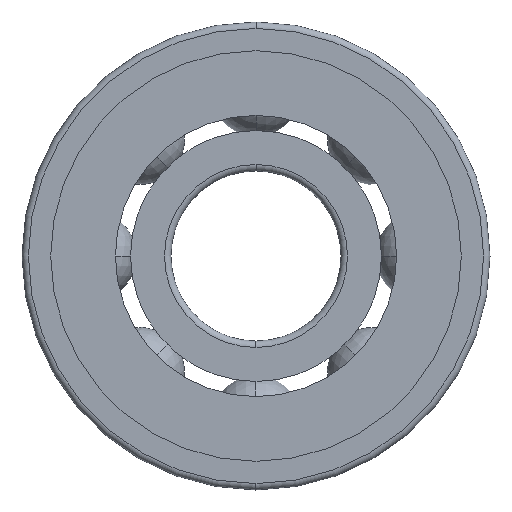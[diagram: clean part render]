
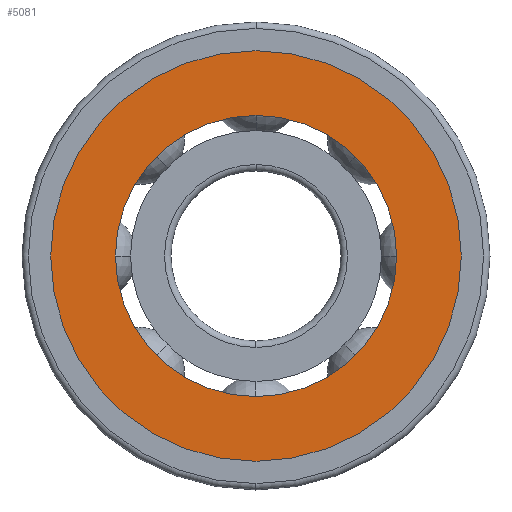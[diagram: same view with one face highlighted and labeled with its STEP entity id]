
A CAD part, left-side view. The second image highlights one B-rep face of the part: STEP entity #5081.
In plain terms, the highlighted planar face has unit normal (-1, 0, 0).
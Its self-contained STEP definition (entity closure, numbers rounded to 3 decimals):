
#348 = CIRCLE ( 'NONE', #5882, 9.65 ) ;
#401 = EDGE_CURVE ( 'NONE', #6970, #5855, #734, .T. ) ;
#491 = DIRECTION ( 'NONE',  ( 1., 0., 0. ) ) ;
#734 = CIRCLE ( 'NONE', #3862, 6.61 ) ;
#908 = VERTEX_POINT ( 'NONE', #938 ) ;
#938 = CARTESIAN_POINT ( 'NONE',  ( -2.94, 0., 9.65 ) ) ;
#971 = CARTESIAN_POINT ( 'NONE',  ( -2.94, 10.15, 0. ) ) ;
#1524 = DIRECTION ( 'NONE',  ( 0., 0., -1. ) ) ;
#1877 = DIRECTION ( 'NONE',  ( 1., 0., 0. ) ) ;
#2595 = ORIENTED_EDGE ( 'NONE', *, *, #5142, .F. ) ;
#2790 = FACE_BOUND ( 'NONE', #6725, .T. ) ;
#2848 = ORIENTED_EDGE ( 'NONE', *, *, #7009, .F. ) ;
#2921 = CARTESIAN_POINT ( 'NONE',  ( -2.94, 0., 0. ) ) ;
#2932 = CARTESIAN_POINT ( 'NONE',  ( -2.94, 0., -6.61 ) ) ;
#2995 = AXIS2_PLACEMENT_3D ( 'NONE', #3846, #491, #4403 ) ;
#3045 = CARTESIAN_POINT ( 'NONE',  ( -2.94, 0., 6.61 ) ) ;
#3317 = DIRECTION ( 'NONE',  ( 1., 0., 0. ) ) ;
#3407 = EDGE_CURVE ( 'NONE', #5855, #6970, #5255, .T. ) ;
#3487 = DIRECTION ( 'NONE',  ( 0., 0., -1. ) ) ;
#3846 = CARTESIAN_POINT ( 'NONE',  ( -2.94, 0., 0. ) ) ;
#3862 = AXIS2_PLACEMENT_3D ( 'NONE', #2921, #6865, #3487 ) ;
#3950 = CARTESIAN_POINT ( 'NONE',  ( -2.94, 0., -9.65 ) ) ;
#4063 = CIRCLE ( 'NONE', #6629, 9.65 ) ;
#4212 = VERTEX_POINT ( 'NONE', #3950 ) ;
#4403 = DIRECTION ( 'NONE',  ( 0., 0., -1. ) ) ;
#4547 = EDGE_LOOP ( 'NONE', ( #2595, #2848 ) ) ;
#4565 = ORIENTED_EDGE ( 'NONE', *, *, #3407, .T. ) ;
#4690 = ORIENTED_EDGE ( 'NONE', *, *, #401, .T. ) ;
#4881 = DIRECTION ( 'NONE',  ( -1., 0., 0. ) ) ;
#5081 = ADVANCED_FACE ( 'NONE', ( #2790, #5608 ), #5432, .T. ) ;
#5142 = EDGE_CURVE ( 'NONE', #908, #4212, #348, .T. ) ;
#5243 = CARTESIAN_POINT ( 'NONE',  ( -2.94, 0., 0. ) ) ;
#5255 = CIRCLE ( 'NONE', #2995, 6.61 ) ;
#5432 = PLANE ( 'NONE',  #7155 ) ;
#5608 = FACE_OUTER_BOUND ( 'NONE', #4547, .T. ) ;
#5813 = DIRECTION ( 'NONE',  ( 0., 0., 1. ) ) ;
#5855 = VERTEX_POINT ( 'NONE', #3045 ) ;
#5882 = AXIS2_PLACEMENT_3D ( 'NONE', #6690, #3317, #7258 ) ;
#6629 = AXIS2_PLACEMENT_3D ( 'NONE', #5243, #1877, #5813 ) ;
#6690 = CARTESIAN_POINT ( 'NONE',  ( -2.94, 0., 0. ) ) ;
#6725 = EDGE_LOOP ( 'NONE', ( #4690, #4565 ) ) ;
#6865 = DIRECTION ( 'NONE',  ( 1., 0., 0. ) ) ;
#6970 = VERTEX_POINT ( 'NONE', #2932 ) ;
#7009 = EDGE_CURVE ( 'NONE', #4212, #908, #4063, .T. ) ;
#7155 = AXIS2_PLACEMENT_3D ( 'NONE', #971, #4881, #1524 ) ;
#7258 = DIRECTION ( 'NONE',  ( 0., 0., 1. ) ) ;
